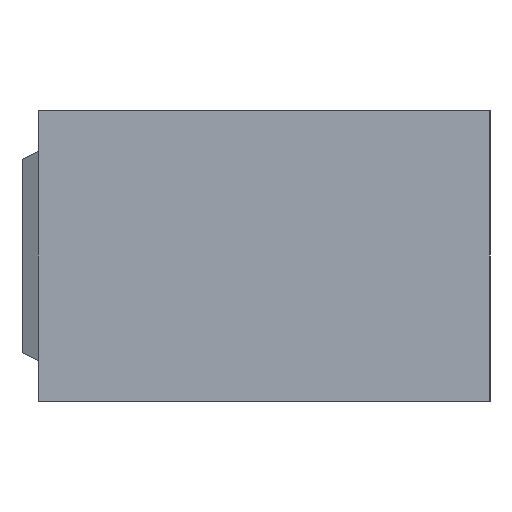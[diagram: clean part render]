
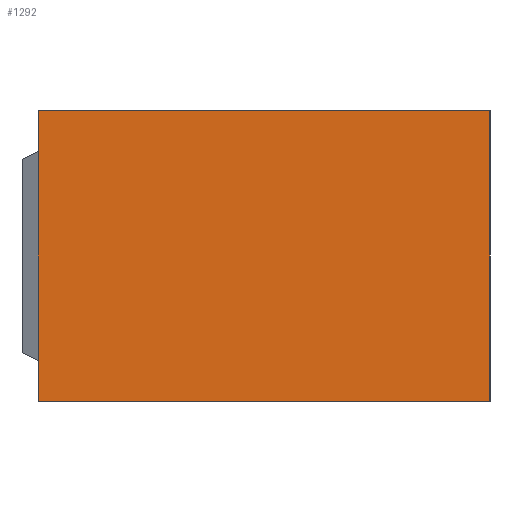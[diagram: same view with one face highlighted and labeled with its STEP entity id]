
A CAD part, left-side view. The second image highlights one B-rep face of the part: STEP entity #1292.
In plain terms, the highlighted planar face has unit normal (-1, 0, 0).
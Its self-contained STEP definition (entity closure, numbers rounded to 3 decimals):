
#134 = LINE ( 'NONE', #956, #4095 ) ;
#217 = VERTEX_POINT ( 'NONE', #3792 ) ;
#268 = DIRECTION ( 'NONE',  ( 0., 0., -1. ) ) ;
#476 = CARTESIAN_POINT ( 'NONE',  ( -27.1, 0., -9. ) ) ;
#490 = CARTESIAN_POINT ( 'NONE',  ( -27.1, 28., 9. ) ) ;
#737 = ORIENTED_EDGE ( 'NONE', *, *, #2974, .F. ) ;
#809 = LINE ( 'NONE', #476, #1306 ) ;
#956 = CARTESIAN_POINT ( 'NONE',  ( -27.1, 0., 9. ) ) ;
#1006 = PLANE ( 'NONE',  #3838 ) ;
#1064 = CARTESIAN_POINT ( 'NONE',  ( -27.1, 0., -9. ) ) ;
#1105 = EDGE_CURVE ( 'NONE', #2443, #4815, #2057, .T. ) ;
#1179 = CARTESIAN_POINT ( 'NONE',  ( -27.1, 0., 9. ) ) ;
#1184 = DIRECTION ( 'NONE',  ( 0., 0., -1. ) ) ;
#1292 = ADVANCED_FACE ( 'NONE', ( #3427 ), #1006, .F. ) ;
#1306 = VECTOR ( 'NONE', #2043, 1000. ) ;
#1387 = DIRECTION ( 'NONE',  ( 0., -1., 0. ) ) ;
#1462 = VECTOR ( 'NONE', #1387, 1000. ) ;
#1544 = EDGE_CURVE ( 'NONE', #2443, #217, #4451, .T. ) ;
#1572 = CARTESIAN_POINT ( 'NONE',  ( -27.1, 28., 9. ) ) ;
#2043 = DIRECTION ( 'NONE',  ( 0., -1., 0. ) ) ;
#2057 = LINE ( 'NONE', #490, #3822 ) ;
#2435 = ORIENTED_EDGE ( 'NONE', *, *, #1544, .F. ) ;
#2443 = VERTEX_POINT ( 'NONE', #1572 ) ;
#2773 = ORIENTED_EDGE ( 'NONE', *, *, #1105, .T. ) ;
#2974 = EDGE_CURVE ( 'NONE', #217, #3228, #134, .T. ) ;
#3046 = EDGE_LOOP ( 'NONE', ( #4932, #737, #2435, #2773 ) ) ;
#3193 = DIRECTION ( 'NONE',  ( 1., 0., 0. ) ) ;
#3200 = DIRECTION ( 'NONE',  ( 0., 0., -1. ) ) ;
#3206 = CARTESIAN_POINT ( 'NONE',  ( -27.1, 0., 9. ) ) ;
#3228 = VERTEX_POINT ( 'NONE', #1064 ) ;
#3427 = FACE_OUTER_BOUND ( 'NONE', #3046, .T. ) ;
#3792 = CARTESIAN_POINT ( 'NONE',  ( -27.1, 0., 9. ) ) ;
#3822 = VECTOR ( 'NONE', #1184, 1000. ) ;
#3838 = AXIS2_PLACEMENT_3D ( 'NONE', #3206, #3193, #3200 ) ;
#4095 = VECTOR ( 'NONE', #268, 1000. ) ;
#4451 = LINE ( 'NONE', #1179, #1462 ) ;
#4615 = CARTESIAN_POINT ( 'NONE',  ( -27.1, 28., -9. ) ) ;
#4815 = VERTEX_POINT ( 'NONE', #4615 ) ;
#4932 = ORIENTED_EDGE ( 'NONE', *, *, #4991, .T. ) ;
#4991 = EDGE_CURVE ( 'NONE', #4815, #3228, #809, .T. ) ;
